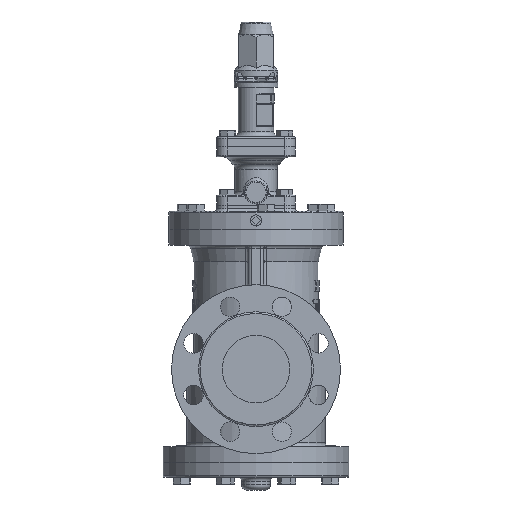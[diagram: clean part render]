
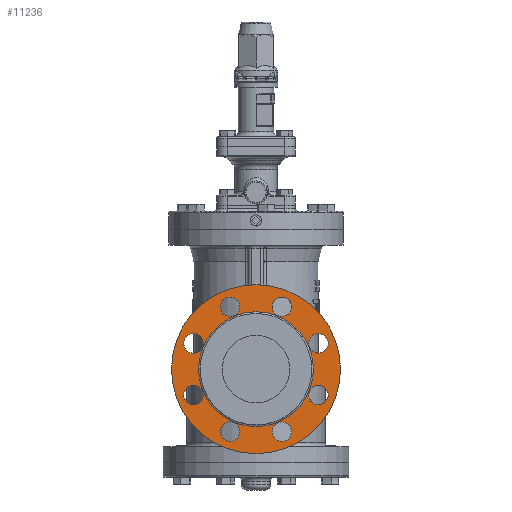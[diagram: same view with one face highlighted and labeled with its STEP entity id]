
A CAD part, left-side view. The second image highlights one B-rep face of the part: STEP entity #11236.
In plain terms, the highlighted planar face has unit normal (-1, 0, 0).
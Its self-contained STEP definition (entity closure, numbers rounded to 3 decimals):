
#742=FACE_BOUND('',#1710,.T.);
#743=FACE_BOUND('',#1711,.T.);
#744=FACE_BOUND('',#1712,.T.);
#745=FACE_BOUND('',#1713,.T.);
#746=FACE_BOUND('',#1714,.T.);
#747=FACE_BOUND('',#1715,.T.);
#748=FACE_BOUND('',#1716,.T.);
#749=FACE_BOUND('',#1717,.T.);
#750=FACE_BOUND('',#1718,.T.);
#933=FACE_OUTER_BOUND('',#1709,.T.);
#1709=EDGE_LOOP('',(#7650));
#1710=EDGE_LOOP('',(#7651));
#1711=EDGE_LOOP('',(#7652));
#1712=EDGE_LOOP('',(#7653));
#1713=EDGE_LOOP('',(#7654));
#1714=EDGE_LOOP('',(#7655));
#1715=EDGE_LOOP('',(#7656));
#1716=EDGE_LOOP('',(#7657));
#1717=EDGE_LOOP('',(#7658));
#1718=EDGE_LOOP('',(#7659));
#2599=CIRCLE('',#12023,100.);
#2601=CIRCLE('',#12026,68.);
#2602=CIRCLE('',#12028,11.5);
#2603=CIRCLE('',#12029,11.5);
#2604=CIRCLE('',#12030,11.5);
#2605=CIRCLE('',#12031,11.5);
#2606=CIRCLE('',#12032,11.5);
#2607=CIRCLE('',#12033,11.5);
#2608=CIRCLE('',#12034,11.5);
#2609=CIRCLE('',#12035,11.5);
#4851=VERTEX_POINT('',#16851);
#4853=VERTEX_POINT('',#16856);
#4854=VERTEX_POINT('',#16859);
#4855=VERTEX_POINT('',#16861);
#4856=VERTEX_POINT('',#16863);
#4857=VERTEX_POINT('',#16865);
#4858=VERTEX_POINT('',#16867);
#4859=VERTEX_POINT('',#16869);
#4860=VERTEX_POINT('',#16871);
#4861=VERTEX_POINT('',#16873);
#5929=EDGE_CURVE('',#4851,#4851,#2599,.T.);
#5931=EDGE_CURVE('',#4853,#4853,#2601,.T.);
#5932=EDGE_CURVE('',#4854,#4854,#2602,.T.);
#5933=EDGE_CURVE('',#4855,#4855,#2603,.T.);
#5934=EDGE_CURVE('',#4856,#4856,#2604,.T.);
#5935=EDGE_CURVE('',#4857,#4857,#2605,.T.);
#5936=EDGE_CURVE('',#4858,#4858,#2606,.T.);
#5937=EDGE_CURVE('',#4859,#4859,#2607,.T.);
#5938=EDGE_CURVE('',#4860,#4860,#2608,.T.);
#5939=EDGE_CURVE('',#4861,#4861,#2609,.T.);
#7650=ORIENTED_EDGE('',*,*,#5929,.F.);
#7651=ORIENTED_EDGE('',*,*,#5932,.F.);
#7652=ORIENTED_EDGE('',*,*,#5933,.F.);
#7653=ORIENTED_EDGE('',*,*,#5934,.F.);
#7654=ORIENTED_EDGE('',*,*,#5935,.F.);
#7655=ORIENTED_EDGE('',*,*,#5936,.F.);
#7656=ORIENTED_EDGE('',*,*,#5937,.F.);
#7657=ORIENTED_EDGE('',*,*,#5938,.F.);
#7658=ORIENTED_EDGE('',*,*,#5939,.F.);
#7659=ORIENTED_EDGE('',*,*,#5931,.F.);
#10898=PLANE('',#12027);
#11236=ADVANCED_FACE('',(#933,#742,#743,#744,#745,#746,#747,#748,#749,#750),
#10898,.F.);
#12023=AXIS2_PLACEMENT_3D('',#16852,#13305,#13306);
#12026=AXIS2_PLACEMENT_3D('',#16857,#13311,#13312);
#12027=AXIS2_PLACEMENT_3D('',#16858,#13313,#13314);
#12028=AXIS2_PLACEMENT_3D('',#16860,#13315,#13316);
#12029=AXIS2_PLACEMENT_3D('',#16862,#13317,#13318);
#12030=AXIS2_PLACEMENT_3D('',#16864,#13319,#13320);
#12031=AXIS2_PLACEMENT_3D('',#16866,#13321,#13322);
#12032=AXIS2_PLACEMENT_3D('',#16868,#13323,#13324);
#12033=AXIS2_PLACEMENT_3D('',#16870,#13325,#13326);
#12034=AXIS2_PLACEMENT_3D('',#16872,#13327,#13328);
#12035=AXIS2_PLACEMENT_3D('',#16874,#13329,#13330);
#13305=DIRECTION('center_axis',(1.,0.,0.));
#13306=DIRECTION('ref_axis',(0.,0.,1.));
#13311=DIRECTION('center_axis',(-1.,0.,0.));
#13312=DIRECTION('ref_axis',(0.,0.,1.));
#13313=DIRECTION('center_axis',(1.,0.,0.));
#13314=DIRECTION('ref_axis',(0.,0.,-1.));
#13315=DIRECTION('center_axis',(-1.,0.,0.));
#13316=DIRECTION('ref_axis',(0.,-0.707,-0.707));
#13317=DIRECTION('center_axis',(-1.,0.,0.));
#13318=DIRECTION('ref_axis',(0.,-1.,0.));
#13319=DIRECTION('center_axis',(-1.,0.,0.));
#13320=DIRECTION('ref_axis',(0.,-0.707,0.707));
#13321=DIRECTION('center_axis',(-1.,0.,0.));
#13322=DIRECTION('ref_axis',(0.,0.,
1.));
#13323=DIRECTION('center_axis',(-1.,0.,0.));
#13324=DIRECTION('ref_axis',(0.,0.707,0.707));
#13325=DIRECTION('center_axis',(-1.,0.,0.));
#13326=DIRECTION('ref_axis',(0.,1.,0.));
#13327=DIRECTION('center_axis',(-1.,0.,0.));
#13328=DIRECTION('ref_axis',(0.,0.707,-0.707));
#13329=DIRECTION('center_axis',(-1.,0.,0.));
#13330=DIRECTION('ref_axis',(0.,0.,-1.));
#16851=CARTESIAN_POINT('',(-187.,0.,-100.));
#16852=CARTESIAN_POINT('Origin',(-187.,0.,0.));
#16856=CARTESIAN_POINT('',(-187.,0.,-68.));
#16857=CARTESIAN_POINT('Origin',(-187.,0.,0.));
#16858=CARTESIAN_POINT('Origin',(-187.,0.,0.));
#16859=CARTESIAN_POINT('',(-187.,82.042,38.746));
#16860=CARTESIAN_POINT('Origin',(-187.,73.91,30.615));
#16861=CARTESIAN_POINT('',(-187.,85.41,-30.615));
#16862=CARTESIAN_POINT('Origin',(-187.,73.91,-30.615));
#16863=CARTESIAN_POINT('',(-187.,38.746,-82.042));
#16864=CARTESIAN_POINT('Origin',(-187.,30.615,-73.91));
#16865=CARTESIAN_POINT('',(-187.,-30.615,-85.41));
#16866=CARTESIAN_POINT('Origin',(-187.,-30.615,-73.91));
#16867=CARTESIAN_POINT('',(-187.,-73.91,-42.115));
#16868=CARTESIAN_POINT('Origin',(-187.,-73.91,-30.615));
#16869=CARTESIAN_POINT('',(-187.,-73.91,19.115));
#16870=CARTESIAN_POINT('Origin',(-187.,-73.91,30.615));
#16871=CARTESIAN_POINT('',(-187.,-30.615,62.41));
#16872=CARTESIAN_POINT('Origin',(-187.,-30.615,73.91));
#16873=CARTESIAN_POINT('',(-187.,30.615,62.41));
#16874=CARTESIAN_POINT('Origin',(-187.,30.615,73.91));
